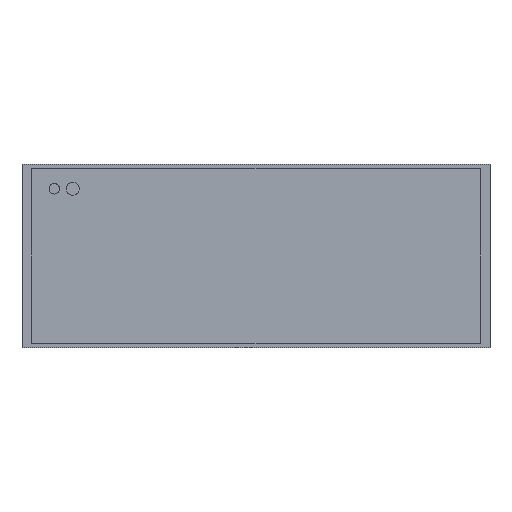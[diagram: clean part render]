
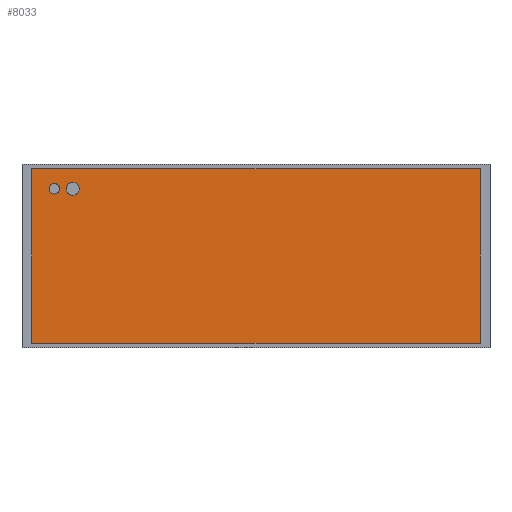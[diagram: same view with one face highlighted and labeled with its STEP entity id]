
A CAD part, front view. The second image highlights one B-rep face of the part: STEP entity #8033.
In plain terms, the highlighted planar face has unit normal (0, -1, 0).
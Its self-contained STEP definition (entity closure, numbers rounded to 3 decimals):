
#107=FACE_BOUND('',#758,.T.);
#108=FACE_BOUND('',#759,.T.);
#119=CIRCLE('',#8565,20.);
#121=CIRCLE('',#8569,25.);
#271=FACE_OUTER_BOUND('',#757,.T.);
#757=EDGE_LOOP('',(#5394,#5395,#5396,#5397));
#758=EDGE_LOOP('',(#5398));
#759=EDGE_LOOP('',(#5399));
#1278=LINE('',#11446,#2343);
#1280=LINE('',#11450,#2345);
#1282=LINE('',#11454,#2347);
#1284=LINE('',#11457,#2349);
#2343=VECTOR('',#9234,10.);
#2345=VECTOR('',#9238,10.);
#2347=VECTOR('',#9242,10.);
#2349=VECTOR('',#9246,10.);
#3370=VERTEX_POINT('',#11372);
#3372=VERTEX_POINT('',#11379);
#3393=VERTEX_POINT('',#11443);
#3394=VERTEX_POINT('',#11445);
#3395=VERTEX_POINT('',#11449);
#3396=VERTEX_POINT('',#11453);
#4145=EDGE_CURVE('',#3370,#3370,#119,.T.);
#4148=EDGE_CURVE('',#3372,#3372,#121,.T.);
#4178=EDGE_CURVE('',#3394,#3393,#1278,.T.);
#4180=EDGE_CURVE('',#3395,#3394,#1280,.T.);
#4182=EDGE_CURVE('',#3396,#3395,#1282,.T.);
#4184=EDGE_CURVE('',#3393,#3396,#1284,.T.);
#5394=ORIENTED_EDGE('',*,*,#4184,.T.);
#5395=ORIENTED_EDGE('',*,*,#4182,.T.);
#5396=ORIENTED_EDGE('',*,*,#4180,.T.);
#5397=ORIENTED_EDGE('',*,*,#4178,.T.);
#5398=ORIENTED_EDGE('',*,*,#4145,.T.);
#5399=ORIENTED_EDGE('',*,*,#4148,.T.);
#7591=PLANE('',#8586);
#8033=ADVANCED_FACE('',(#271,#107,#108),#7591,.T.);
#8565=AXIS2_PLACEMENT_3D('',#11374,#9168,#9169);
#8569=AXIS2_PLACEMENT_3D('',#11381,#9177,#9178);
#8586=AXIS2_PLACEMENT_3D('',#11458,#9247,#9248);
#9168=DIRECTION('center_axis',(0.,1.,0.));
#9169=DIRECTION('ref_axis',(1.,0.,0.));
#9177=DIRECTION('center_axis',(0.,1.,0.));
#9178=DIRECTION('ref_axis',(1.,0.,0.));
#9234=DIRECTION('',(1.,0.,0.));
#9238=DIRECTION('',(0.,0.,-1.));
#9242=DIRECTION('',(-1.,0.,0.));
#9246=DIRECTION('',(0.,0.,1.));
#9247=DIRECTION('center_axis',(0.,-1.,0.));
#9248=DIRECTION('ref_axis',(0.,0.,-1.));
#11372=CARTESIAN_POINT('',(-785.,-370.,255.));
#11374=CARTESIAN_POINT('Origin',(-765.,-370.,255.));
#11379=CARTESIAN_POINT('',(-720.,-370.,255.));
#11381=CARTESIAN_POINT('Origin',(-695.,-370.,255.));
#11443=CARTESIAN_POINT('',(850.,-370.,-330.));
#11445=CARTESIAN_POINT('',(-850.,-370.,-330.));
#11446=CARTESIAN_POINT('',(850.,-370.,-330.));
#11449=CARTESIAN_POINT('',(-850.,-370.,330.));
#11450=CARTESIAN_POINT('',(-850.,-370.,-330.));
#11453=CARTESIAN_POINT('',(850.,-370.,330.));
#11454=CARTESIAN_POINT('',(-850.,-370.,330.));
#11457=CARTESIAN_POINT('',(850.,-370.,330.));
#11458=CARTESIAN_POINT('Origin',(0.,-370.,0.));
